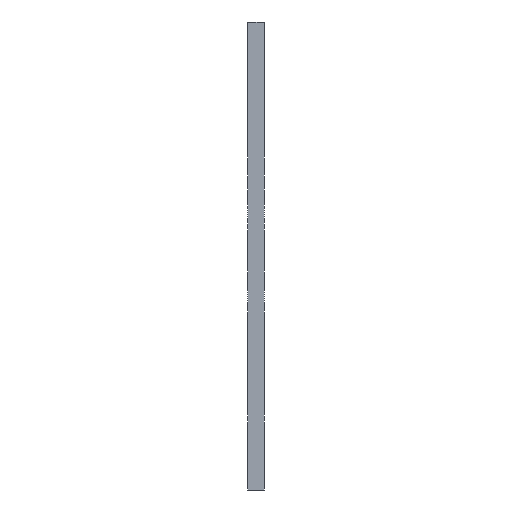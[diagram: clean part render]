
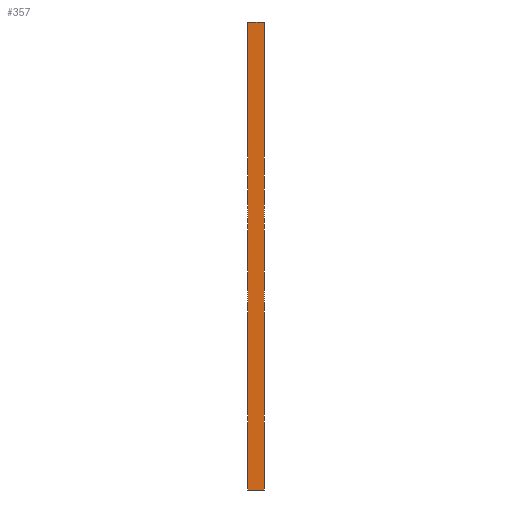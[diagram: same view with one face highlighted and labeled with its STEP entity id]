
A CAD part, left-side view. The second image highlights one B-rep face of the part: STEP entity #357.
In plain terms, the highlighted planar face has unit normal (-1, 0, 0).
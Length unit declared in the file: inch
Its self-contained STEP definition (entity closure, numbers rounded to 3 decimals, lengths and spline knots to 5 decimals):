
#28 = ORIENTED_EDGE ( 'NONE', *, *, #1072, .T. ) ;
#29 = EDGE_CURVE ( 'NONE', #759, #1127, #749, .T. ) ;
#43 = ORIENTED_EDGE ( 'NONE', *, *, #1131, .F. ) ;
#65 = LINE ( 'NONE', #525, #338 ) ;
#139 = DIRECTION ( 'NONE',  ( 0., 0., -1. ) ) ;
#272 = EDGE_CURVE ( 'NONE', #775, #1100, #789, .T. ) ;
#298 = ORIENTED_EDGE ( 'NONE', *, *, #272, .F. ) ;
#338 = VECTOR ( 'NONE', #690, 39.37008 ) ;
#348 = DIRECTION ( 'NONE',  ( 0., -1., 0. ) ) ;
#357 = ADVANCED_FACE ( 'NONE', ( #997 ), #569, .T. ) ;
#403 = LINE ( 'NONE', #756, #1120 ) ;
#458 = EDGE_LOOP ( 'NONE', ( #43, #298, #28, #1088 ) ) ;
#460 = DIRECTION ( 'NONE',  ( -1., 0., 0. ) ) ;
#525 = CARTESIAN_POINT ( 'NONE',  ( 0., 0., 0. ) ) ;
#536 = VECTOR ( 'NONE', #1110, 39.37008 ) ;
#569 = PLANE ( 'NONE',  #1105 ) ;
#613 = CARTESIAN_POINT ( 'NONE',  ( 0., 0.06, 0. ) ) ;
#617 = CARTESIAN_POINT ( 'NONE',  ( 0., 0., -1.75 ) ) ;
#690 = DIRECTION ( 'NONE',  ( 0., 0., -1. ) ) ;
#741 = CARTESIAN_POINT ( 'NONE',  ( 0., 0.06, -1.75 ) ) ;
#749 = LINE ( 'NONE', #741, #536 ) ;
#756 = CARTESIAN_POINT ( 'NONE',  ( 0., 0.06, 0. ) ) ;
#759 = VERTEX_POINT ( 'NONE', #786 ) ;
#775 = VERTEX_POINT ( 'NONE', #613 ) ;
#786 = CARTESIAN_POINT ( 'NONE',  ( 0., 0.06, -1.75 ) ) ;
#789 = LINE ( 'NONE', #1148, #928 ) ;
#823 = DIRECTION ( 'NONE',  ( 0., 0., 1. ) ) ;
#870 = CARTESIAN_POINT ( 'NONE',  ( 0., 0., 0. ) ) ;
#928 = VECTOR ( 'NONE', #348, 39.37008 ) ;
#997 = FACE_OUTER_BOUND ( 'NONE', #458, .T. ) ;
#1006 = CARTESIAN_POINT ( 'NONE',  ( 0., 0.06, 0. ) ) ;
#1072 = EDGE_CURVE ( 'NONE', #775, #759, #403, .T. ) ;
#1088 = ORIENTED_EDGE ( 'NONE', *, *, #29, .T. ) ;
#1100 = VERTEX_POINT ( 'NONE', #870 ) ;
#1105 = AXIS2_PLACEMENT_3D ( 'NONE', #1006, #460, #823 ) ;
#1110 = DIRECTION ( 'NONE',  ( 0., -1., 0. ) ) ;
#1120 = VECTOR ( 'NONE', #139, 39.37008 ) ;
#1127 = VERTEX_POINT ( 'NONE', #617 ) ;
#1131 = EDGE_CURVE ( 'NONE', #1100, #1127, #65, .T. ) ;
#1148 = CARTESIAN_POINT ( 'NONE',  ( 0., 0.06, 0. ) ) ;
